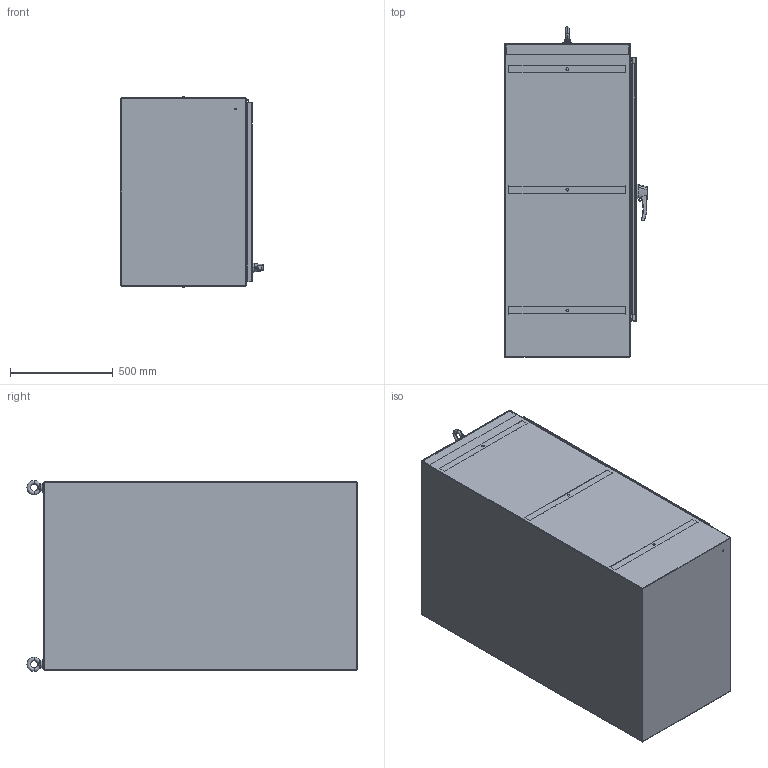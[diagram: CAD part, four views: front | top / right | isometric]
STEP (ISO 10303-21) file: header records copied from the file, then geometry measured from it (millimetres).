
FILE_DESCRIPTION (( 'STEP AP214' ), '1' );
FILE_NAME ('HN4FS603624SS.STEP', '2019-09-04T13:09:41', ( '' ), ( '' ), 'SwSTEP 2.0', 'SolidWorks 2018', '' );
FILE_SCHEMA (( 'AUTOMOTIVE_DESIGN' ));
Length unit declared in the file: inch
Products named in the file (1): HN4FS603624SS
Bounding box: 694.99 x 1606.7 x 929.74 mm (x, y, z)
Volume: 16933560.5 mm3; surface area: 13971566.9 mm2
Topology: 52 solids, 53 shells, 1745 faces, 4636 edges, 3002 vertices
Faces by surface type: plane 812, cylinder 768, cone 78, bspline 71, torus 16
Entity records: 89272 total; most frequent: CARTESIAN_POINT 23043, ORIENTED_EDGE 9240, DIRECTION 9101, EDGE_CURVE 4620, AXIS2_PLACEMENT_3D 3251, VERTEX_POINT 3002, LINE 2599, VECTOR 2599
